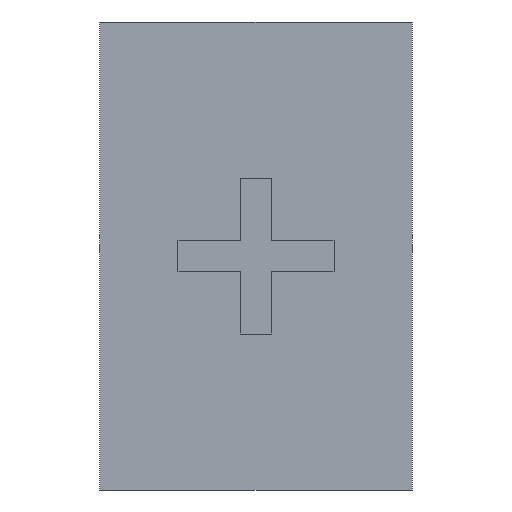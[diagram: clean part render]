
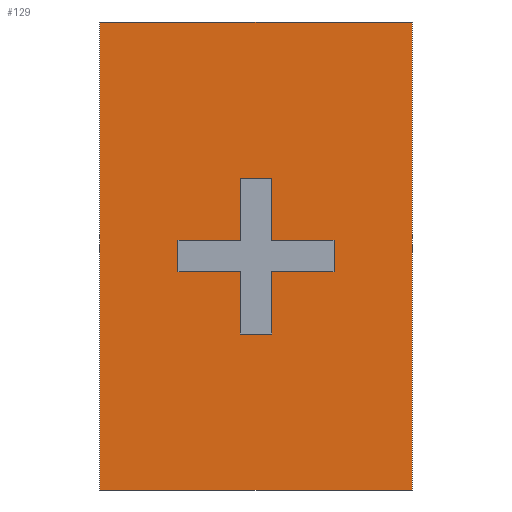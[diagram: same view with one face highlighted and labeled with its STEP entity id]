
A CAD part, front view. The second image highlights one B-rep face of the part: STEP entity #129.
In plain terms, the highlighted free-form (B-spline) face has degree [1, 1] with [2, 2] control points.
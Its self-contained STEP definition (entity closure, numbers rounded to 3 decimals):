
#31 = VERTEX_POINT('',#32);
#32 = CARTESIAN_POINT('',(180.156,-60.052,
    270.234));
#37 = EDGE_CURVE('',#31,#38,#40,.T.);
#38 = VERTEX_POINT('',#39);
#39 = CARTESIAN_POINT('',(180.156,-60.052,
    -270.234));
#40 = B_SPLINE_CURVE_WITH_KNOTS('',1,(#41,#42),.UNSPECIFIED.,.F.,.F.,(2,
    2),(0.,450.),.PIECEWISE_BEZIER_KNOTS.);
#41 = CARTESIAN_POINT('',(180.156,-60.052,
    270.234));
#42 = CARTESIAN_POINT('',(180.156,-60.052,
    -270.234));
#65 = EDGE_CURVE('',#38,#66,#68,.T.);
#66 = VERTEX_POINT('',#67);
#67 = CARTESIAN_POINT('',(-180.156,-60.052,
    -270.234));
#68 = B_SPLINE_CURVE_WITH_KNOTS('',1,(#69,#70),.UNSPECIFIED.,.F.,.F.,(2,
    2),(0.,300.),.PIECEWISE_BEZIER_KNOTS.);
#69 = CARTESIAN_POINT('',(180.156,-60.052,
    -270.234));
#70 = CARTESIAN_POINT('',(-180.156,-60.052,
    -270.234));
#93 = EDGE_CURVE('',#66,#94,#96,.T.);
#94 = VERTEX_POINT('',#95);
#95 = CARTESIAN_POINT('',(-180.156,-60.052,
    270.234));
#96 = B_SPLINE_CURVE_WITH_KNOTS('',1,(#97,#98),.UNSPECIFIED.,.F.,.F.,(2,
    2),(0.,450.),.PIECEWISE_BEZIER_KNOTS.);
#97 = CARTESIAN_POINT('',(-180.156,-60.052,
    -270.234));
#98 = CARTESIAN_POINT('',(-180.156,-60.052,
    270.234));
#119 = EDGE_CURVE('',#94,#31,#120,.T.);
#120 = B_SPLINE_CURVE_WITH_KNOTS('',1,(#121,#122),.UNSPECIFIED.,.F.,.F.,
  (2,2),(0.,300.),.PIECEWISE_BEZIER_KNOTS.);
#121 = CARTESIAN_POINT('',(-180.156,-60.052,
    270.234));
#122 = CARTESIAN_POINT('',(180.156,-60.052,
    270.234));
#129 = ADVANCED_FACE('',(#130,#216),#222,.F.);
#130 = FACE_BOUND('',#131,.T.);
#131 = EDGE_LOOP('',(#132,#141,#148,#155,#162,#169,#176,#183,#190,#197,
    #204,#211));
#132 = ORIENTED_EDGE('',*,*,#133,.F.);
#133 = EDGE_CURVE('',#134,#136,#138,.T.);
#134 = VERTEX_POINT('',#135);
#135 = CARTESIAN_POINT('',(-18.016,-60.052,
    90.078));
#136 = VERTEX_POINT('',#137);
#137 = CARTESIAN_POINT('',(-18.016,-60.052,
    18.016));
#138 = B_SPLINE_CURVE_WITH_KNOTS('',1,(#139,#140),.UNSPECIFIED.,.F.,.F.,
  (2,2),(0.,60.),.PIECEWISE_BEZIER_KNOTS.);
#139 = CARTESIAN_POINT('',(-18.016,-60.052,
    90.078));
#140 = CARTESIAN_POINT('',(-18.016,-60.052,
    18.016));
#141 = ORIENTED_EDGE('',*,*,#142,.F.);
#142 = EDGE_CURVE('',#143,#134,#145,.T.);
#143 = VERTEX_POINT('',#144);
#144 = CARTESIAN_POINT('',(18.016,-60.052,
    90.078));
#145 = B_SPLINE_CURVE_WITH_KNOTS('',1,(#146,#147),.UNSPECIFIED.,.F.,.F.,
  (2,2),(0.,30.),.PIECEWISE_BEZIER_KNOTS.);
#146 = CARTESIAN_POINT('',(18.016,-60.052,
    90.078));
#147 = CARTESIAN_POINT('',(-18.016,-60.052,
    90.078));
#148 = ORIENTED_EDGE('',*,*,#149,.F.);
#149 = EDGE_CURVE('',#150,#143,#152,.T.);
#150 = VERTEX_POINT('',#151);
#151 = CARTESIAN_POINT('',(18.016,-60.052,
    18.016));
#152 = B_SPLINE_CURVE_WITH_KNOTS('',1,(#153,#154),.UNSPECIFIED.,.F.,.F.,
  (2,2),(0.,60.),.PIECEWISE_BEZIER_KNOTS.);
#153 = CARTESIAN_POINT('',(18.016,-60.052,
    18.016));
#154 = CARTESIAN_POINT('',(18.016,-60.052,
    90.078));
#155 = ORIENTED_EDGE('',*,*,#156,.F.);
#156 = EDGE_CURVE('',#157,#150,#159,.T.);
#157 = VERTEX_POINT('',#158);
#158 = CARTESIAN_POINT('',(90.078,-60.052,
    18.016));
#159 = B_SPLINE_CURVE_WITH_KNOTS('',1,(#160,#161),.UNSPECIFIED.,.F.,.F.,
  (2,2),(0.,60.),.PIECEWISE_BEZIER_KNOTS.);
#160 = CARTESIAN_POINT('',(90.078,-60.052,
    18.016));
#161 = CARTESIAN_POINT('',(18.016,-60.052,
    18.016));
#162 = ORIENTED_EDGE('',*,*,#163,.F.);
#163 = EDGE_CURVE('',#164,#157,#166,.T.);
#164 = VERTEX_POINT('',#165);
#165 = CARTESIAN_POINT('',(90.078,-60.052,
    -18.016));
#166 = B_SPLINE_CURVE_WITH_KNOTS('',1,(#167,#168),.UNSPECIFIED.,.F.,.F.,
  (2,2),(0.,30.),.PIECEWISE_BEZIER_KNOTS.);
#167 = CARTESIAN_POINT('',(90.078,-60.052,
    -18.016));
#168 = CARTESIAN_POINT('',(90.078,-60.052,
    18.016));
#169 = ORIENTED_EDGE('',*,*,#170,.F.);
#170 = EDGE_CURVE('',#171,#164,#173,.T.);
#171 = VERTEX_POINT('',#172);
#172 = CARTESIAN_POINT('',(18.016,-60.052,
    -18.016));
#173 = B_SPLINE_CURVE_WITH_KNOTS('',1,(#174,#175),.UNSPECIFIED.,.F.,.F.,
  (2,2),(0.,60.),.PIECEWISE_BEZIER_KNOTS.);
#174 = CARTESIAN_POINT('',(18.016,-60.052,
    -18.016));
#175 = CARTESIAN_POINT('',(90.078,-60.052,
    -18.016));
#176 = ORIENTED_EDGE('',*,*,#177,.F.);
#177 = EDGE_CURVE('',#178,#171,#180,.T.);
#178 = VERTEX_POINT('',#179);
#179 = CARTESIAN_POINT('',(18.016,-60.052,
    -90.078));
#180 = B_SPLINE_CURVE_WITH_KNOTS('',1,(#181,#182),.UNSPECIFIED.,.F.,.F.,
  (2,2),(0.,60.),.PIECEWISE_BEZIER_KNOTS.);
#181 = CARTESIAN_POINT('',(18.016,-60.052,
    -90.078));
#182 = CARTESIAN_POINT('',(18.016,-60.052,
    -18.016));
#183 = ORIENTED_EDGE('',*,*,#184,.F.);
#184 = EDGE_CURVE('',#185,#178,#187,.T.);
#185 = VERTEX_POINT('',#186);
#186 = CARTESIAN_POINT('',(-18.016,-60.052,
    -90.078));
#187 = B_SPLINE_CURVE_WITH_KNOTS('',1,(#188,#189),.UNSPECIFIED.,.F.,.F.,
  (2,2),(0.,30.),.PIECEWISE_BEZIER_KNOTS.);
#188 = CARTESIAN_POINT('',(-18.016,-60.052,
    -90.078));
#189 = CARTESIAN_POINT('',(18.016,-60.052,
    -90.078));
#190 = ORIENTED_EDGE('',*,*,#191,.F.);
#191 = EDGE_CURVE('',#192,#185,#194,.T.);
#192 = VERTEX_POINT('',#193);
#193 = CARTESIAN_POINT('',(-18.016,-60.052,
    -18.016));
#194 = B_SPLINE_CURVE_WITH_KNOTS('',1,(#195,#196),.UNSPECIFIED.,.F.,.F.,
  (2,2),(0.,60.),.PIECEWISE_BEZIER_KNOTS.);
#195 = CARTESIAN_POINT('',(-18.016,-60.052,
    -18.016));
#196 = CARTESIAN_POINT('',(-18.016,-60.052,
    -90.078));
#197 = ORIENTED_EDGE('',*,*,#198,.F.);
#198 = EDGE_CURVE('',#199,#192,#201,.T.);
#199 = VERTEX_POINT('',#200);
#200 = CARTESIAN_POINT('',(-90.078,-60.052,
    -18.016));
#201 = B_SPLINE_CURVE_WITH_KNOTS('',1,(#202,#203),.UNSPECIFIED.,.F.,.F.,
  (2,2),(0.,60.),.PIECEWISE_BEZIER_KNOTS.);
#202 = CARTESIAN_POINT('',(-90.078,-60.052,
    -18.016));
#203 = CARTESIAN_POINT('',(-18.016,-60.052,
    -18.016));
#204 = ORIENTED_EDGE('',*,*,#205,.F.);
#205 = EDGE_CURVE('',#206,#199,#208,.T.);
#206 = VERTEX_POINT('',#207);
#207 = CARTESIAN_POINT('',(-90.078,-60.052,
    18.016));
#208 = B_SPLINE_CURVE_WITH_KNOTS('',1,(#209,#210),.UNSPECIFIED.,.F.,.F.,
  (2,2),(0.,30.),.PIECEWISE_BEZIER_KNOTS.);
#209 = CARTESIAN_POINT('',(-90.078,-60.052,
    18.016));
#210 = CARTESIAN_POINT('',(-90.078,-60.052,
    -18.016));
#211 = ORIENTED_EDGE('',*,*,#212,.F.);
#212 = EDGE_CURVE('',#136,#206,#213,.T.);
#213 = B_SPLINE_CURVE_WITH_KNOTS('',1,(#214,#215),.UNSPECIFIED.,.F.,.F.,
  (2,2),(0.,60.),.PIECEWISE_BEZIER_KNOTS.);
#214 = CARTESIAN_POINT('',(-18.016,-60.052,
    18.016));
#215 = CARTESIAN_POINT('',(-90.078,-60.052,
    18.016));
#216 = FACE_BOUND('',#217,.T.);
#217 = EDGE_LOOP('',(#218,#219,#220,#221));
#218 = ORIENTED_EDGE('',*,*,#37,.F.);
#219 = ORIENTED_EDGE('',*,*,#119,.F.);
#220 = ORIENTED_EDGE('',*,*,#93,.F.);
#221 = ORIENTED_EDGE('',*,*,#65,.F.);
#222 = B_SPLINE_SURFACE_WITH_KNOTS('',1,1,(
    (#223,#224)
    ,(#225,#226
    )),.UNSPECIFIED.,.F.,.F.,.F.,(2,2),(2,2),(-225.,225.),(-150.,150.),
  .PIECEWISE_BEZIER_KNOTS.);
#223 = CARTESIAN_POINT('',(-180.156,-60.052,
    -270.234));
#224 = CARTESIAN_POINT('',(180.156,-60.052,
    -270.234));
#225 = CARTESIAN_POINT('',(-180.156,-60.052,
    270.234));
#226 = CARTESIAN_POINT('',(180.156,-60.052,
    270.234));
